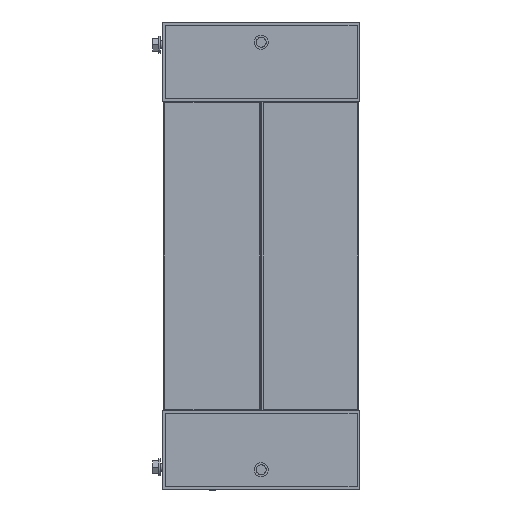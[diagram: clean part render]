
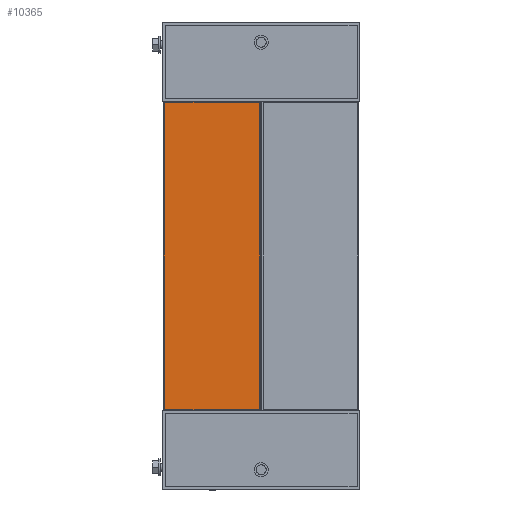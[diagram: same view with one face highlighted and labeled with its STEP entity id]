
A CAD part, left-side view. The second image highlights one B-rep face of the part: STEP entity #10365.
In plain terms, the highlighted planar face has unit normal (-1, 0, 0).
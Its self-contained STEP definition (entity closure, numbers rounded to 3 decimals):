
#618 = AXIS2_PLACEMENT_3D ( 'NONE', #4026, #8246, #14217 ) ;
#1010 = VERTEX_POINT ( 'NONE', #17837 ) ;
#1692 = LINE ( 'NONE', #7505, #2609 ) ;
#2307 = CARTESIAN_POINT ( 'NONE',  ( 0., -0.5, 395. ) ) ;
#2585 = DIRECTION ( 'NONE',  ( 0., 0., -1. ) ) ;
#2609 = VECTOR ( 'NONE', #11887, 1000. ) ;
#2715 = EDGE_CURVE ( 'NONE', #1010, #3363, #9804, .T. ) ;
#3363 = VERTEX_POINT ( 'NONE', #13461 ) ;
#4026 = CARTESIAN_POINT ( 'NONE',  ( 0., 0., 0. ) ) ;
#4244 = ORIENTED_EDGE ( 'NONE', *, *, #2715, .T. ) ;
#4274 = DIRECTION ( 'NONE',  ( 0., -1., 0. ) ) ;
#4523 = CARTESIAN_POINT ( 'NONE',  ( 0., -99.5, 80. ) ) ;
#5378 = EDGE_LOOP ( 'NONE', ( #12093, #4244, #5460, #15015 ) ) ;
#5460 = ORIENTED_EDGE ( 'NONE', *, *, #10787, .T. ) ;
#6892 = CARTESIAN_POINT ( 'NONE',  ( 0., -99.5, 395. ) ) ;
#7505 = CARTESIAN_POINT ( 'NONE',  ( 0., -99.5, 395. ) ) ;
#7517 = VERTEX_POINT ( 'NONE', #4523 ) ;
#7609 = VECTOR ( 'NONE', #2585, 1000. ) ;
#8246 = DIRECTION ( 'NONE',  ( -1., 0., 0. ) ) ;
#9804 = LINE ( 'NONE', #2307, #7609 ) ;
#10351 = CARTESIAN_POINT ( 'NONE',  ( 0., -99.5, 395. ) ) ;
#10365 = ADVANCED_FACE ( 'NONE', ( #16818 ), #11431, .T. ) ;
#10688 = VECTOR ( 'NONE', #4274, 1000. ) ;
#10787 = EDGE_CURVE ( 'NONE', #3363, #7517, #15306, .T. ) ;
#11431 = PLANE ( 'NONE',  #618 ) ;
#11887 = DIRECTION ( 'NONE',  ( 0., 0., 1. ) ) ;
#12093 = ORIENTED_EDGE ( 'NONE', *, *, #12459, .T. ) ;
#12459 = EDGE_CURVE ( 'NONE', #16030, #1010, #15757, .T. ) ;
#13461 = CARTESIAN_POINT ( 'NONE',  ( 0., -0.5, 80. ) ) ;
#14217 = DIRECTION ( 'NONE',  ( 0., 0., 1. ) ) ;
#15015 = ORIENTED_EDGE ( 'NONE', *, *, #15591, .T. ) ;
#15204 = VECTOR ( 'NONE', #15850, 1000. ) ;
#15306 = LINE ( 'NONE', #18372, #10688 ) ;
#15591 = EDGE_CURVE ( 'NONE', #7517, #16030, #1692, .T. ) ;
#15757 = LINE ( 'NONE', #10351, #15204 ) ;
#15850 = DIRECTION ( 'NONE',  ( 0., 1., 0. ) ) ;
#16030 = VERTEX_POINT ( 'NONE', #6892 ) ;
#16818 = FACE_OUTER_BOUND ( 'NONE', #5378, .T. ) ;
#17837 = CARTESIAN_POINT ( 'NONE',  ( 0., -0.5, 395. ) ) ;
#18372 = CARTESIAN_POINT ( 'NONE',  ( 0., -99.5, 80. ) ) ;
